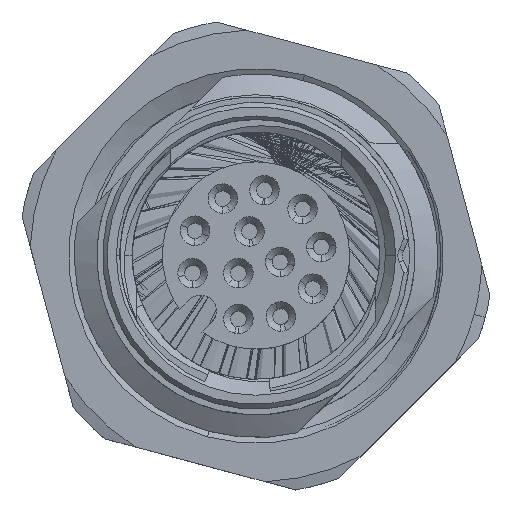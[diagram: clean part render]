
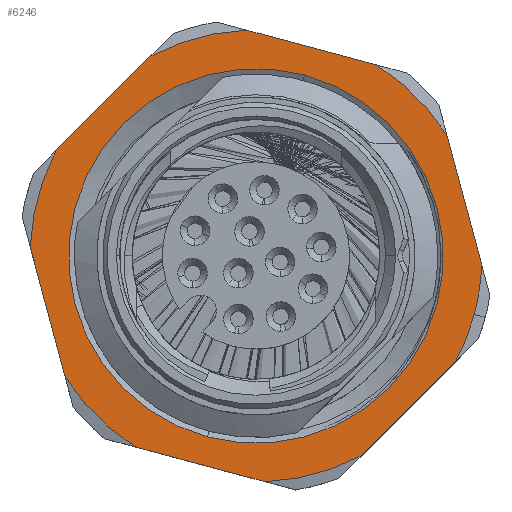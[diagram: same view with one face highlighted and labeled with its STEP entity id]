
A CAD part, top view. The second image highlights one B-rep face of the part: STEP entity #6246.
In plain terms, the highlighted planar face has unit normal (0, 0, 1).
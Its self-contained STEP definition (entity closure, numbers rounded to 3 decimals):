
#928=VECTOR('',#7816,1.);
#939=VECTOR('',#7863,1.);
#940=VECTOR('',#7866,1.);
#941=VECTOR('',#7869,1.);
#942=VECTOR('',#7872,1.);
#943=VECTOR('',#7875,1.);
#1214=LINE('',#33759,#928);
#1225=LINE('',#35856,#939);
#1226=LINE('',#35861,#940);
#1227=LINE('',#35865,#941);
#1228=LINE('',#35869,#942);
#1229=LINE('',#35873,#943);
#1817=VERTEX_POINT('',#33758);
#1818=VERTEX_POINT('',#33760);
#1840=VERTEX_POINT('',#34657);
#1841=VERTEX_POINT('',#34659);
#1849=VERTEX_POINT('',#35857);
#1850=VERTEX_POINT('',#35858);
#1851=VERTEX_POINT('',#35860);
#1852=VERTEX_POINT('',#35862);
#1853=VERTEX_POINT('',#35864);
#1854=VERTEX_POINT('',#35866);
#1855=VERTEX_POINT('',#35868);
#1856=VERTEX_POINT('',#35870);
#1857=VERTEX_POINT('',#35872);
#1858=VERTEX_POINT('',#35874);
#1859=VERTEX_POINT('',#35877);
#2154=CIRCLE('',#6718,8.25);
#2158=CIRCLE('',#6723,8.25);
#2159=CIRCLE('',#6725,9.95);
#2160=CIRCLE('',#6726,9.95);
#2161=CIRCLE('',#6727,9.95);
#2162=CIRCLE('',#6728,9.95);
#2163=CIRCLE('',#6729,9.95);
#2164=CIRCLE('',#6730,9.95);
#2165=CIRCLE('',#6731,9.95);
#3064=EDGE_CURVE('',#1817,#1818,#1214,.T.);
#3092=EDGE_CURVE('',#1841,#1840,#2154,.T.);
#3106=EDGE_CURVE('',#1841,#1840,#2158,.F.);
#3107=EDGE_CURVE('',#1849,#1850,#1225,.F.);
#3108=EDGE_CURVE('',#1851,#1849,#2159,.F.);
#3109=EDGE_CURVE('',#1852,#1851,#1226,.F.);
#3110=EDGE_CURVE('',#1853,#1852,#2160,.F.);
#3111=EDGE_CURVE('',#1854,#1853,#1227,.F.);
#3112=EDGE_CURVE('',#1854,#1855,#2161,.T.);
#3113=EDGE_CURVE('',#1856,#1855,#1228,.F.);
#3114=EDGE_CURVE('',#1857,#1856,#2162,.F.);
#3115=EDGE_CURVE('',#1858,#1857,#1229,.F.);
#3116=EDGE_CURVE('',#1818,#1858,#2163,.F.);
#3117=EDGE_CURVE('',#1817,#1859,#2164,.T.);
#3118=EDGE_CURVE('',#1859,#1850,#2165,.T.);
#4992=ORIENTED_EDGE('',*,*,#3107,.F.);
#4993=ORIENTED_EDGE('',*,*,#3108,.F.);
#4994=ORIENTED_EDGE('',*,*,#3109,.F.);
#4995=ORIENTED_EDGE('',*,*,#3110,.F.);
#4996=ORIENTED_EDGE('',*,*,#3111,.F.);
#4997=ORIENTED_EDGE('',*,*,#3112,.T.);
#4998=ORIENTED_EDGE('',*,*,#3113,.F.);
#4999=ORIENTED_EDGE('',*,*,#3114,.F.);
#5000=ORIENTED_EDGE('',*,*,#3115,.F.);
#5001=ORIENTED_EDGE('',*,*,#3116,.F.);
#5002=ORIENTED_EDGE('',*,*,#3064,.F.);
#5003=ORIENTED_EDGE('',*,*,#3117,.T.);
#5004=ORIENTED_EDGE('',*,*,#3118,.T.);
#5005=ORIENTED_EDGE('',*,*,#3106,.F.);
#5006=ORIENTED_EDGE('',*,*,#3092,.T.);
#5484=EDGE_LOOP('',(#4992,#4993,#4994,#4995,#4996,#4997,#4998,#4999,#5000,
#5001,#5002,#5003,#5004));
#5485=EDGE_LOOP('',(#5005,#5006));
#5876=FACE_BOUND('',#5484,.T.);
#5877=FACE_BOUND('',#5485,.T.);
#6246=ADVANCED_FACE('',(#5876,#5877),#36067,.F.);
#6718=AXIS2_PLACEMENT_3D('',#34658,#7849,#7850);
#6723=AXIS2_PLACEMENT_3D('',#35854,#7860,#7861);
#6724=AXIS2_PLACEMENT_3D('',#35855,#7862,$);
#6725=AXIS2_PLACEMENT_3D('',#35859,#7864,#7865);
#6726=AXIS2_PLACEMENT_3D('',#35863,#7867,#7868);
#6727=AXIS2_PLACEMENT_3D('',#35867,#7870,#7871);
#6728=AXIS2_PLACEMENT_3D('',#35871,#7873,#7874);
#6729=AXIS2_PLACEMENT_3D('',#35875,#7876,#7877);
#6730=AXIS2_PLACEMENT_3D('',#35876,#7878,#7879);
#6731=AXIS2_PLACEMENT_3D('',#35878,#7880,#7881);
#7816=DIRECTION('',(-0.5,-0.866,0.));
#7849=DIRECTION('',(0.,0.,-1.));
#7850=DIRECTION('',(0.,8.25,0.));
#7860=DIRECTION('',(0.,0.,-1.));
#7861=DIRECTION('',(0.,8.25,0.));
#7862=DIRECTION('',(0.,0.,-1.));
#7863=DIRECTION('',(-0.5,0.866,0.));
#7864=DIRECTION('',(0.,0.,1.));
#7865=DIRECTION('',(9.95,0.,0.));
#7866=DIRECTION('',(-1.,0.,0.));
#7867=DIRECTION('',(0.,0.,1.));
#7868=DIRECTION('',(9.95,0.,0.));
#7869=DIRECTION('',(-0.5,-0.866,0.));
#7870=DIRECTION('',(0.,0.,1.));
#7871=DIRECTION('',(9.95,0.,0.));
#7872=DIRECTION('',(0.5,-0.866,0.));
#7873=DIRECTION('',(0.,0.,1.));
#7874=DIRECTION('',(9.95,0.,0.));
#7875=DIRECTION('',(1.,0.,0.));
#7876=DIRECTION('',(0.,0.,1.));
#7877=DIRECTION('',(9.95,0.,0.));
#7878=DIRECTION('',(0.,0.,1.));
#7879=DIRECTION('',(9.95,0.,0.));
#7880=DIRECTION('',(0.,0.,1.));
#7881=DIRECTION('',(9.95,0.,0.));
#33758=CARTESIAN_POINT('',(9.706,-2.188,0.));
#33759=CARTESIAN_POINT('',(9.316,-2.865,0.));
#33760=CARTESIAN_POINT('',(6.748,-7.312,0.));
#34657=CARTESIAN_POINT('',(0.,-8.25,0.));
#34658=CARTESIAN_POINT('',(0.,0.,0.));
#34659=CARTESIAN_POINT('',(0.,8.25,0.));
#35854=CARTESIAN_POINT('',(0.,0.,0.));
#35855=CARTESIAN_POINT('',(0.,0.,0.));
#35856=CARTESIAN_POINT('',(7.139,6.635,0.));
#35857=CARTESIAN_POINT('',(6.748,7.312,0.));
#35858=CARTESIAN_POINT('',(9.706,2.188,0.));
#35859=CARTESIAN_POINT('',(0.,0.,0.));
#35860=CARTESIAN_POINT('',(2.958,9.5,0.));
#35861=CARTESIAN_POINT('',(-2.177,9.5,0.));
#35862=CARTESIAN_POINT('',(-2.958,9.5,0.));
#35863=CARTESIAN_POINT('',(0.,0.,0.));
#35864=CARTESIAN_POINT('',(-6.748,7.312,0.));
#35865=CARTESIAN_POINT('',(-9.316,2.865,0.));
#35866=CARTESIAN_POINT('',(-9.706,2.188,0.));
#35867=CARTESIAN_POINT('',(0.,0.,0.));
#35868=CARTESIAN_POINT('',(-9.706,-2.188,0.));
#35869=CARTESIAN_POINT('',(-7.139,-6.635,0.));
#35870=CARTESIAN_POINT('',(-6.748,-7.312,0.));
#35871=CARTESIAN_POINT('',(0.,0.,0.));
#35872=CARTESIAN_POINT('',(-2.958,-9.5,0.));
#35873=CARTESIAN_POINT('',(2.177,-9.5,0.));
#35874=CARTESIAN_POINT('',(2.958,-9.5,0.));
#35875=CARTESIAN_POINT('',(0.,0.,0.));
#35876=CARTESIAN_POINT('',(0.,0.,0.));
#35877=CARTESIAN_POINT('',(9.95,0.,0.));
#35878=CARTESIAN_POINT('',(0.,0.,0.));
#36067=PLANE('',#6724);
